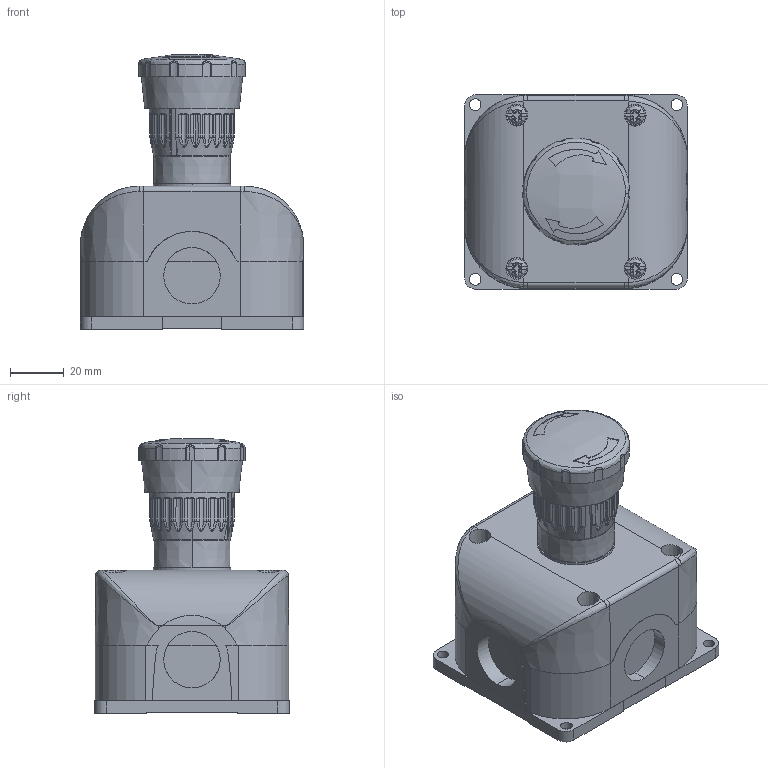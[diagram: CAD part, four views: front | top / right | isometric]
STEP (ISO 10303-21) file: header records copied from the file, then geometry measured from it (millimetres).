
FILE_DESCRIPTION (( 'STEP AP203' ), '1' );
FILE_NAME ('SB115-015-G.step', '2025-02-06T16:37:58', ( '' ), ( '' ), 'SwSTEP 2.0', 'SolidWorks 2024', '' );
FILE_SCHEMA (( 'CONFIG_CONTROL_DESIGN' ));
Length unit declared in the file: inch
Products named in the file (1): SB115-015-G
Bounding box: 83 x 72.29 x 102.31 mm (x, y, z)
Volume: 234477.7 mm3; surface area: 68583 mm2
Topology: 5 solids, 5 shells, 901 faces, 2393 edges, 1525 vertices
Faces by surface type: plane 353, bspline 283, cylinder 192, cone 73
Entity records: 40477 total; most frequent: CARTESIAN_POINT 20686, ORIENTED_EDGE 4786, DIRECTION 3098, EDGE_CURVE 2393, VERTEX_POINT 1525, AXIS2_PLACEMENT_3D 1088, EDGE_LOOP 944, VECTOR 922
